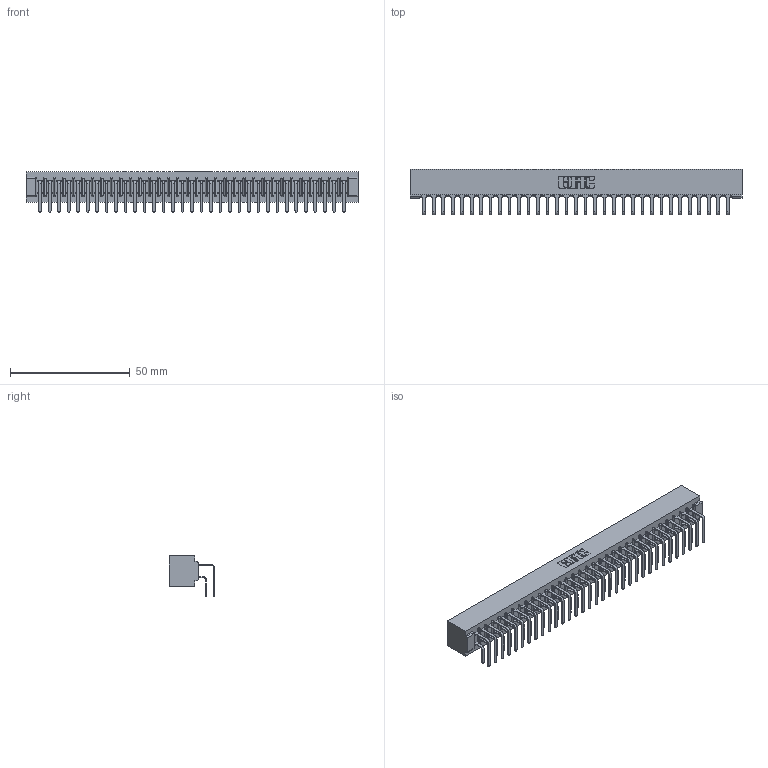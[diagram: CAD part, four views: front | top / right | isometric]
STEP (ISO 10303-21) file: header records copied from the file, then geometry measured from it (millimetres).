
FILE_DESCRIPTION (( 'STEP AP203' ), '1' );
FILE_NAME ('357-033-458-101.STEP', '2020-10-02T07:31:47', ( '' ), ( '' ), 'SwSTEP 2.0', 'SolidWorks 2020', '' );
FILE_SCHEMA (( 'CONFIG_CONTROL_DESIGN' ));
Length unit declared in the file: inch
Products named in the file (4): 307-290-001_558 - 2 (Single); 357-033-458-101; 307 Part_No Mounting Lugs; 307-290-001_558 559 - 1 (Single)
Assembly tree (67 placements, depth 2):
  357-033-458-101
    307 Part_No Mounting Lugs
    307-290-001_558 559 - 1 (Single)  x33
    307-290-001_558 - 2 (Single)  x33
Bounding box: 138.63 x 18.96 x 16.8 mm (x, y, z)
Volume: 15518.4 mm3; surface area: 20825.4 mm2
Topology: 67 solids, 67 shells, 3444 faces, 9671 edges, 6266 vertices
Faces by surface type: plane 2244, cylinder 1132, sphere 68
Entity records: 31625 total; most frequent: CARTESIAN_POINT 5175, ORIENTED_EDGE 5126, DIRECTION 5071, EDGE_CURVE 2563, LINE 1963, VECTOR 1963, VERTEX_POINT 1658, AXIS2_PLACEMENT_3D 1554
